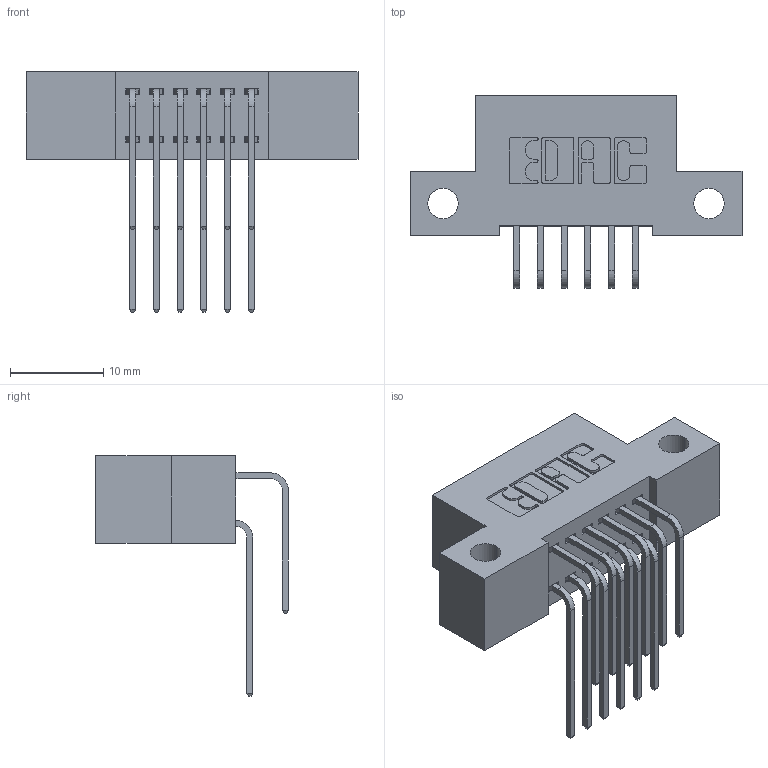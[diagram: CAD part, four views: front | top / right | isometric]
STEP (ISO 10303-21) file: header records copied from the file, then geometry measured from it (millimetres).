
FILE_DESCRIPTION (( 'STEP AP203' ), '1' );
FILE_NAME ('392-012-559-212.STEP', '2019-10-07T01:44:58', ( '' ), ( '' ), 'SwSTEP 2.0', 'SolidWorks 2016', '' );
FILE_SCHEMA (( 'CONFIG_CONTROL_DESIGN' ));
Length unit declared in the file: inch
Products named in the file (4): 392-012-559-212; 342 Part_Side Mount; 345-292-001_558 559 Tail - 1; 345-292-001_559 Tail - 2
Assembly tree (13 placements, depth 2):
  392-012-559-212
    342 Part_Side Mount
    345-292-001_558 559 Tail - 1  x6
    345-292-001_559 Tail - 2  x6
Bounding box: 35.56 x 20.64 x 25.78 mm (x, y, z)
Volume: 3020 mm3; surface area: 4182.1 mm2
Topology: 13 solids, 13 shells, 758 faces, 2231 edges, 1470 vertices
Faces by surface type: plane 522, cylinder 236
Entity records: 10171 total; most frequent: CARTESIAN_POINT 1777, ORIENTED_EDGE 1662, DIRECTION 1563, EDGE_CURVE 831, LINE 663, VECTOR 663, VERTEX_POINT 550, AXIS2_PLACEMENT_3D 450
